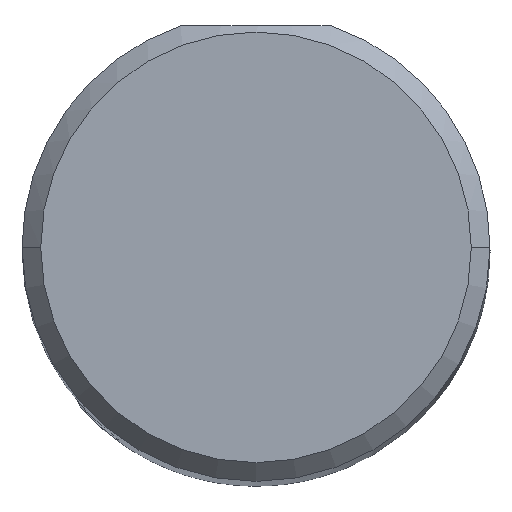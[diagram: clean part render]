
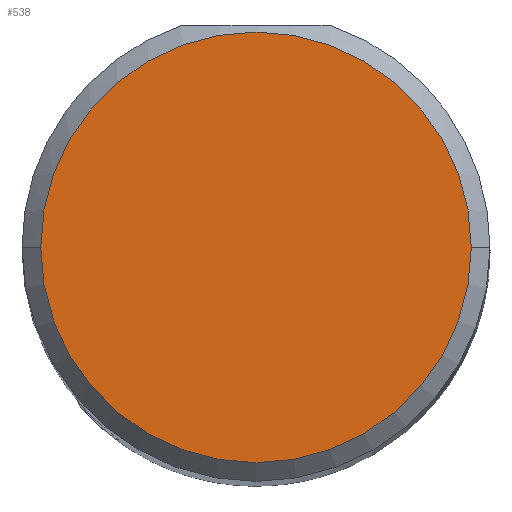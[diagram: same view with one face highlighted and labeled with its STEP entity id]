
A CAD part, top view. The second image highlights one B-rep face of the part: STEP entity #538.
In plain terms, the highlighted planar face has unit normal (0, 0, 1).
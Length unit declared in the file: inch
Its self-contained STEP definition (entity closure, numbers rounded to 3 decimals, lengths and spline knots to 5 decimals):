
#87 = CARTESIAN_POINT ( 'NONE',  ( 0., 0., 2.5 ) ) ;
#91 = DIRECTION ( 'NONE',  ( 0., 0., 1. ) ) ;
#99 = FACE_OUTER_BOUND ( 'NONE', #574, .T. ) ;
#100 = CARTESIAN_POINT ( 'NONE',  ( 0.1725, 0., 2.5 ) ) ;
#129 = VERTEX_POINT ( 'NONE', #100 ) ;
#230 = DIRECTION ( 'NONE',  ( 0., 0., 1. ) ) ;
#268 = CIRCLE ( 'NONE', #324, 0.1725 ) ;
#324 = AXIS2_PLACEMENT_3D ( 'NONE', #467, #653, #718 ) ;
#360 = PLANE ( 'NONE',  #711 ) ;
#361 = EDGE_CURVE ( 'NONE', #129, #719, #268, .T. ) ;
#390 = CIRCLE ( 'NONE', #486, 0.1725 ) ;
#467 = CARTESIAN_POINT ( 'NONE',  ( 0., 0., 2.5 ) ) ;
#486 = AXIS2_PLACEMENT_3D ( 'NONE', #748, #91, #689 ) ;
#504 = EDGE_CURVE ( 'NONE', #719, #129, #390, .T. ) ;
#538 = ADVANCED_FACE ( 'NONE', ( #99 ), #360, .T. ) ;
#574 = EDGE_LOOP ( 'NONE', ( #817, #637 ) ) ;
#637 = ORIENTED_EDGE ( 'NONE', *, *, #361, .T. ) ;
#652 = CARTESIAN_POINT ( 'NONE',  ( -0.1725, 0., 2.5 ) ) ;
#653 = DIRECTION ( 'NONE',  ( 0., 0., 1. ) ) ;
#673 = DIRECTION ( 'NONE',  ( 1., 0., 0. ) ) ;
#689 = DIRECTION ( 'NONE',  ( 1., 0., 0. ) ) ;
#711 = AXIS2_PLACEMENT_3D ( 'NONE', #87, #230, #673 ) ;
#718 = DIRECTION ( 'NONE',  ( 1., 0., 0. ) ) ;
#719 = VERTEX_POINT ( 'NONE', #652 ) ;
#748 = CARTESIAN_POINT ( 'NONE',  ( 0., 0., 2.5 ) ) ;
#817 = ORIENTED_EDGE ( 'NONE', *, *, #504, .T. ) ;
